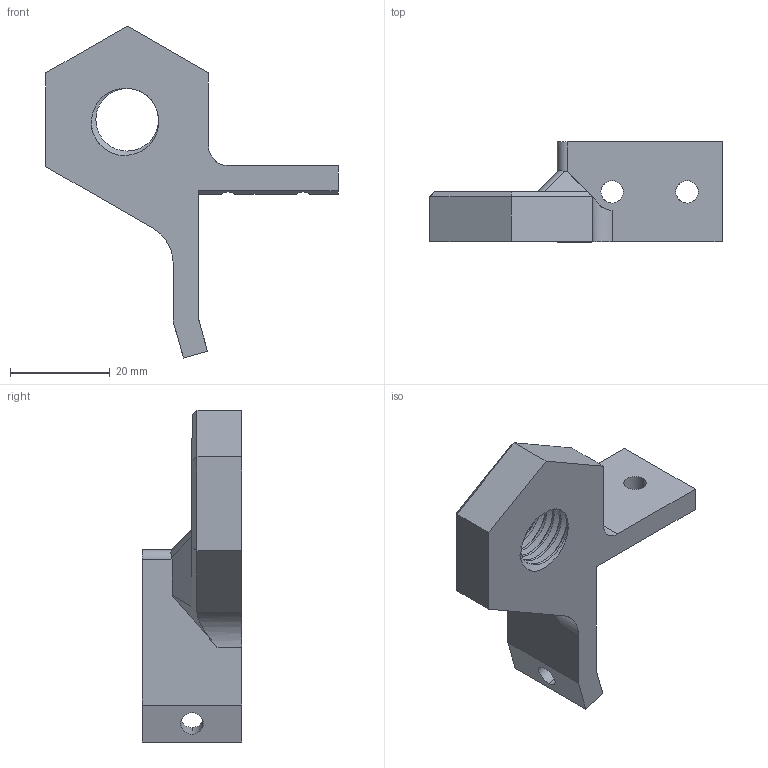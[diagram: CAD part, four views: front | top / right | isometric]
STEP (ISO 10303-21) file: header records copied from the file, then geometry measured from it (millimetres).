
FILE_DESCRIPTION (( 'STEP AP203' ), '1' );
FILE_NAME ('M14_mount_left_2020base.step', '2020-06-02T18:16:22', ( '' ), ( '' ), 'SwSTEP 2.0', 'SolidWorks 2020', '' );
FILE_SCHEMA (( 'CONFIG_CONTROL_DESIGN' ));
Length unit declared in the file: millimetre
Products named in the file (1): M14_mount_left_2020base
Bounding box: 58.45 x 20 x 66.43 mm (x, y, z)
Volume: 14633.7 mm3; surface area: 6672.8 mm2
Topology: 1 solids, 1 shells, 54 faces, 157 edges, 103 vertices
Faces by surface type: plane 29, cylinder 22, bspline 3
Entity records: 3531 total; most frequent: CARTESIAN_POINT 2115, ORIENTED_EDGE 314, DIRECTION 243, EDGE_CURVE 157, VERTEX_POINT 103, VECTOR 95, LINE 95, AXIS2_PLACEMENT_3D 74
